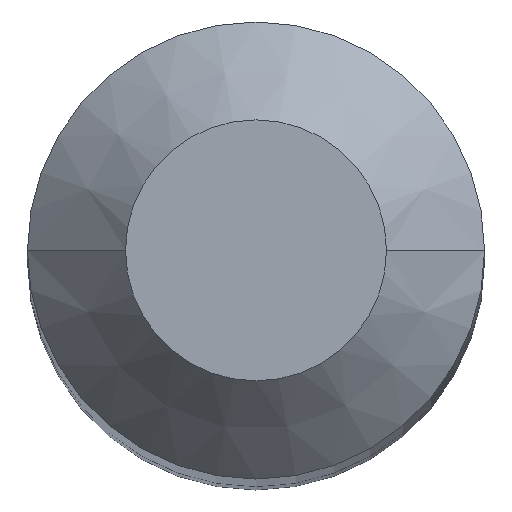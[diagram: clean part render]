
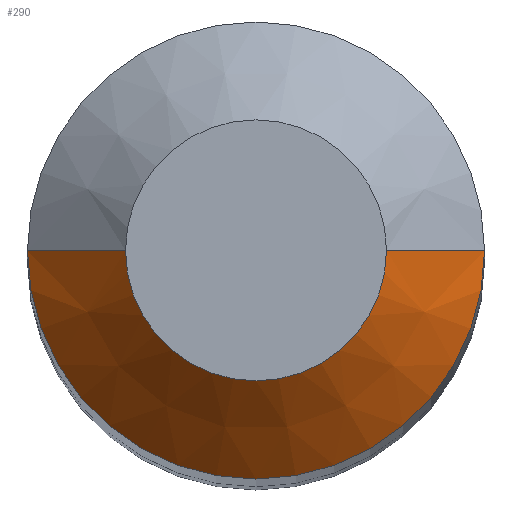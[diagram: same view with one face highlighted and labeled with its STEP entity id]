
A CAD part, top view. The second image highlights one B-rep face of the part: STEP entity #290.
In plain terms, the highlighted conical face has half-angle 45 degrees and reference radius 1.85 mm.
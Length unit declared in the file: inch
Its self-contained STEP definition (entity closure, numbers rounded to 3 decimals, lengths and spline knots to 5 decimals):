
#1 = AXIS2_PLACEMENT_3D ( 'NONE', #245, #310, #218 ) ;
#4 = EDGE_CURVE ( 'NONE', #235, #152, #99, .T. ) ;
#12 = LINE ( 'NONE', #347, #234 ) ;
#17 = CARTESIAN_POINT ( 'NONE',  ( -0.07285, 0., -0.03125 ) ) ;
#30 = DIRECTION ( 'NONE',  ( 1., 0., 0. ) ) ;
#33 = AXIS2_PLACEMENT_3D ( 'NONE', #335, #298, #30 ) ;
#49 = CARTESIAN_POINT ( 'NONE',  ( 0.0416, 0., 0. ) ) ;
#64 = ORIENTED_EDGE ( 'NONE', *, *, #70, .T. ) ;
#70 = EDGE_CURVE ( 'NONE', #214, #152, #375, .T. ) ;
#93 = AXIS2_PLACEMENT_3D ( 'NONE', #136, #130, #186 ) ;
#98 = CONICAL_SURFACE ( 'NONE', #93, 0.07285, 0.785 ) ;
#99 = LINE ( 'NONE', #220, #280 ) ;
#103 = EDGE_CURVE ( 'NONE', #180, #214, #12, .T. ) ;
#122 = ORIENTED_EDGE ( 'NONE', *, *, #103, .T. ) ;
#127 = ORIENTED_EDGE ( 'NONE', *, *, #372, .F. ) ;
#129 = ORIENTED_EDGE ( 'NONE', *, *, #4, .F. ) ;
#130 = DIRECTION ( 'NONE',  ( 0., 0., -1. ) ) ;
#136 = CARTESIAN_POINT ( 'NONE',  ( 0., 0., -0.03125 ) ) ;
#137 = DIRECTION ( 'NONE',  ( -0.707, 0., -0.707 ) ) ;
#152 = VERTEX_POINT ( 'NONE', #172 ) ;
#172 = CARTESIAN_POINT ( 'NONE',  ( 0.07285, 0., -0.03125 ) ) ;
#180 = VERTEX_POINT ( 'NONE', #318 ) ;
#186 = DIRECTION ( 'NONE',  ( -1., 0., 0. ) ) ;
#213 = FACE_OUTER_BOUND ( 'NONE', #262, .T. ) ;
#214 = VERTEX_POINT ( 'NONE', #17 ) ;
#218 = DIRECTION ( 'NONE',  ( 1., 0., 0. ) ) ;
#220 = CARTESIAN_POINT ( 'NONE',  ( 0.07285, 0., -0.03125 ) ) ;
#234 = VECTOR ( 'NONE', #137, 39.37008 ) ;
#235 = VERTEX_POINT ( 'NONE', #49 ) ;
#242 = CIRCLE ( 'NONE', #1, 0.0416 ) ;
#245 = CARTESIAN_POINT ( 'NONE',  ( 0., 0., 0. ) ) ;
#262 = EDGE_LOOP ( 'NONE', ( #129, #127, #122, #64 ) ) ;
#280 = VECTOR ( 'NONE', #307, 39.37008 ) ;
#290 = ADVANCED_FACE ( 'NONE', ( #213 ), #98, .T. ) ;
#298 = DIRECTION ( 'NONE',  ( 0., 0., 1. ) ) ;
#307 = DIRECTION ( 'NONE',  ( 0.707, 0., -0.707 ) ) ;
#310 = DIRECTION ( 'NONE',  ( 0., 0., 1. ) ) ;
#318 = CARTESIAN_POINT ( 'NONE',  ( -0.0416, 0., 0. ) ) ;
#335 = CARTESIAN_POINT ( 'NONE',  ( 0., 0., -0.03125 ) ) ;
#347 = CARTESIAN_POINT ( 'NONE',  ( -0.07285, 0., -0.03125 ) ) ;
#372 = EDGE_CURVE ( 'NONE', #180, #235, #242, .T. ) ;
#375 = CIRCLE ( 'NONE', #33, 0.07285 ) ;
